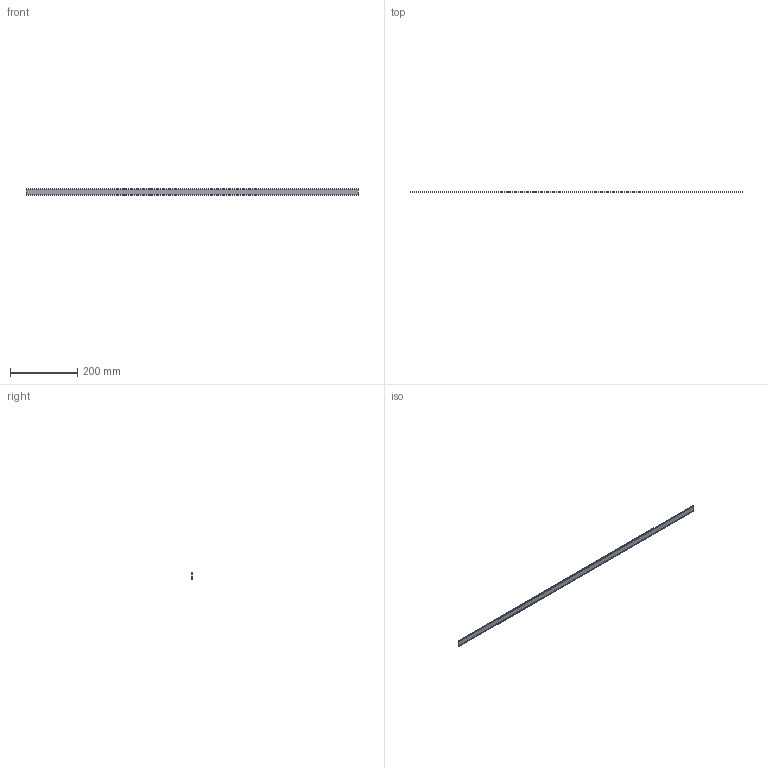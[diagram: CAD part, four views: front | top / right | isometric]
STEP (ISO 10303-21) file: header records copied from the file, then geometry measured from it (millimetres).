
FILE_DESCRIPTION((''),'2;1');
FILE_NAME('215601_ASM','2019-12-09T09:15:27',('pdmadmin'),('BANNER ENGINEERING'),'CREO PARAMETRIC BY PTC INC, 2018300','CREO PARAMETRIC BY PTC INC, 2018300','');
FILE_SCHEMA(('CONFIG_CONTROL_DESIGN'));
Length unit declared in the file: millimetre
Products named in the file (3): 212569; 213032_215601; 215601_ASM
Assembly tree (3 placements, depth 2):
  215601_ASM
    212569
    213032_215601  x2
Bounding box: 990.75 x 2.15 x 20.75 mm (x, y, z)
Volume: 34393.9 mm3; surface area: 56621.4 mm2
Topology: 3 solids, 3 shells, 18 faces, 36 edges, 24 vertices
Faces by surface type: plane 18
Entity records: 404 total; most frequent: DIRECTION 60, CARTESIAN_POINT 58, ORIENTED_EDGE 48, VECTOR 24, LINE 24, EDGE_CURVE 24, AXIS2_PLACEMENT_3D 18, VERTEX_POINT 16
